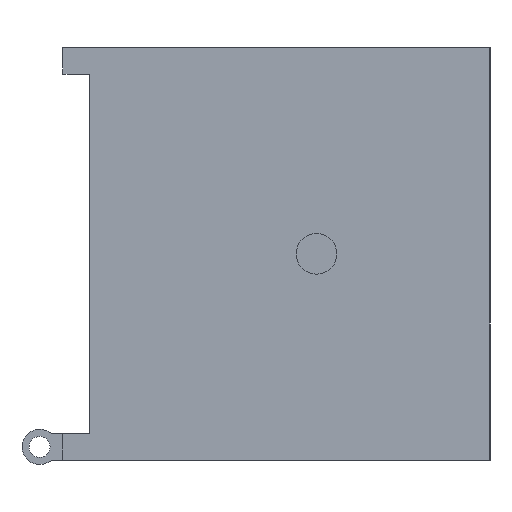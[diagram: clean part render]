
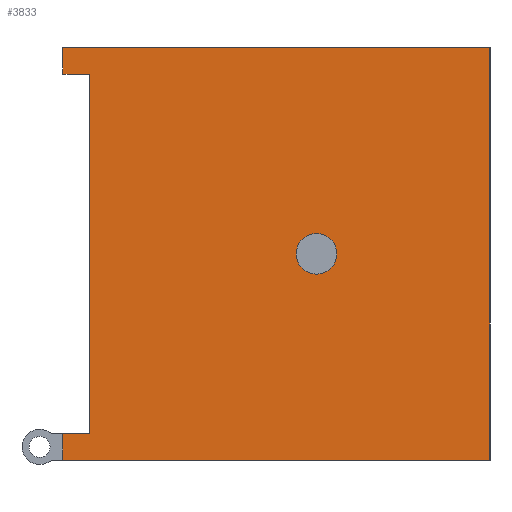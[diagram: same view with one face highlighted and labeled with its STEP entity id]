
A CAD part, left-side view. The second image highlights one B-rep face of the part: STEP entity #3833.
In plain terms, the highlighted planar face has unit normal (-1, 0, 0).
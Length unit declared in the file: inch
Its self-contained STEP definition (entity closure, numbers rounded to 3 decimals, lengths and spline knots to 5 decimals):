
#329 = VERTEX_POINT ( 'NONE', #1737 ) ;
#593 = VERTEX_POINT ( 'NONE', #8475 ) ;
#651 = DIRECTION ( 'NONE',  ( 0., 0., 1. ) ) ;
#673 = DIRECTION ( 'NONE',  ( 0., 1., 0. ) ) ;
#769 = CARTESIAN_POINT ( 'NONE',  ( -3.11417, 4., -1.68307 ) ) ;
#1061 = CARTESIAN_POINT ( 'NONE',  ( -3.11417, 0., -1.93307 ) ) ;
#1126 = LINE ( 'NONE', #8362, #14952 ) ;
#1324 = EDGE_CURVE ( 'NONE', #3435, #11643, #1126, .T. ) ;
#1613 = CARTESIAN_POINT ( 'NONE',  ( -3.11417, 3.75, 1.68307 ) ) ;
#1737 = CARTESIAN_POINT ( 'NONE',  ( -3.11417, 1.625, -0.19 ) ) ;
#1947 = LINE ( 'NONE', #6747, #5947 ) ;
#2332 = EDGE_CURVE ( 'NONE', #5213, #11643, #2734, .T. ) ;
#2459 = EDGE_CURVE ( 'NONE', #11933, #7101, #1947, .T. ) ;
#2734 = LINE ( 'NONE', #14302, #12511 ) ;
#2737 = EDGE_CURVE ( 'NONE', #11933, #3435, #10148, .T. ) ;
#2782 = FACE_OUTER_BOUND ( 'NONE', #7792, .T. ) ;
#2783 = DIRECTION ( 'NONE',  ( -1., 0., 0. ) ) ;
#2849 = DIRECTION ( 'NONE',  ( 0., 0., 1. ) ) ;
#2995 = CARTESIAN_POINT ( 'NONE',  ( -3.11417, 4., -1.93307 ) ) ;
#3353 = CARTESIAN_POINT ( 'NONE',  ( -3.11417, 4., 1.93307 ) ) ;
#3392 = DIRECTION ( 'NONE',  ( 0., 0., 1. ) ) ;
#3419 = DIRECTION ( 'NONE',  ( 0., -1., 0. ) ) ;
#3435 = VERTEX_POINT ( 'NONE', #1061 ) ;
#3588 = ORIENTED_EDGE ( 'NONE', *, *, #11446, .F. ) ;
#3833 = ADVANCED_FACE ( 'NONE', ( #7422, #2782 ), #12073, .F. ) ;
#4308 = CIRCLE ( 'NONE', #5514, 0.19 ) ;
#4448 = ORIENTED_EDGE ( 'NONE', *, *, #1324, .T. ) ;
#4777 = ORIENTED_EDGE ( 'NONE', *, *, #6513, .F. ) ;
#4844 = EDGE_CURVE ( 'NONE', #8036, #593, #6453, .T. ) ;
#4933 = DIRECTION ( 'NONE',  ( 0., 0., 1. ) ) ;
#5080 = ORIENTED_EDGE ( 'NONE', *, *, #5769, .F. ) ;
#5213 = VERTEX_POINT ( 'NONE', #3353 ) ;
#5282 = CARTESIAN_POINT ( 'NONE',  ( -3.11417, 0.25, -1.93307 ) ) ;
#5514 = AXIS2_PLACEMENT_3D ( 'NONE', #11007, #13304, #6221 ) ;
#5769 = EDGE_CURVE ( 'NONE', #329, #6638, #9566, .T. ) ;
#5904 = LINE ( 'NONE', #9404, #13465 ) ;
#5947 = VECTOR ( 'NONE', #3392, 39.37008 ) ;
#5966 = EDGE_CURVE ( 'NONE', #11184, #8036, #6274, .T. ) ;
#5983 = DIRECTION ( 'NONE',  ( 0., 0., 1. ) ) ;
#6221 = DIRECTION ( 'NONE',  ( 0., 0., 1. ) ) ;
#6274 = LINE ( 'NONE', #6408, #6879 ) ;
#6408 = CARTESIAN_POINT ( 'NONE',  ( -3.11417, 3.75, -1.68307 ) ) ;
#6453 = LINE ( 'NONE', #11089, #8339 ) ;
#6513 = EDGE_CURVE ( 'NONE', #593, #5213, #5904, .T. ) ;
#6529 = DIRECTION ( 'NONE',  ( 0., -1., 0. ) ) ;
#6638 = VERTEX_POINT ( 'NONE', #7784 ) ;
#6653 = CARTESIAN_POINT ( 'NONE',  ( -3.11417, 0., 1.93307 ) ) ;
#6747 = CARTESIAN_POINT ( 'NONE',  ( -3.11417, 4., 1.68307 ) ) ;
#6879 = VECTOR ( 'NONE', #2849, 39.37008 ) ;
#7079 = EDGE_LOOP ( 'NONE', ( #3588, #5080 ) ) ;
#7101 = VERTEX_POINT ( 'NONE', #8229 ) ;
#7422 = FACE_BOUND ( 'NONE', #7079, .T. ) ;
#7659 = ORIENTED_EDGE ( 'NONE', *, *, #4844, .F. ) ;
#7784 = CARTESIAN_POINT ( 'NONE',  ( -3.11417, 1.625, 0.19 ) ) ;
#7792 = EDGE_LOOP ( 'NONE', ( #11040, #10940, #13142, #13829, #4448, #12013, #4777, #7659 ) ) ;
#8036 = VERTEX_POINT ( 'NONE', #1613 ) ;
#8229 = CARTESIAN_POINT ( 'NONE',  ( -3.11417, 4., -1.68307 ) ) ;
#8339 = VECTOR ( 'NONE', #673, 39.37008 ) ;
#8362 = CARTESIAN_POINT ( 'NONE',  ( -3.11417, 0., -1.93307 ) ) ;
#8475 = CARTESIAN_POINT ( 'NONE',  ( -3.11417, 4., 1.68307 ) ) ;
#9404 = CARTESIAN_POINT ( 'NONE',  ( -3.11417, 4., 1.68307 ) ) ;
#9566 = CIRCLE ( 'NONE', #13227, 0.19 ) ;
#9857 = DIRECTION ( 'NONE',  ( 1., 0., 0. ) ) ;
#9889 = EDGE_CURVE ( 'NONE', #7101, #11184, #11490, .T. ) ;
#10001 = CARTESIAN_POINT ( 'NONE',  ( -3.11417, 1.625, 0. ) ) ;
#10148 = LINE ( 'NONE', #13807, #10283 ) ;
#10283 = VECTOR ( 'NONE', #11287, 39.37008 ) ;
#10926 = DIRECTION ( 'NONE',  ( 0., 0., -1. ) ) ;
#10940 = ORIENTED_EDGE ( 'NONE', *, *, #9889, .F. ) ;
#11007 = CARTESIAN_POINT ( 'NONE',  ( -3.11417, 1.625, 0. ) ) ;
#11040 = ORIENTED_EDGE ( 'NONE', *, *, #5966, .F. ) ;
#11089 = CARTESIAN_POINT ( 'NONE',  ( -3.11417, 4., 1.68307 ) ) ;
#11184 = VERTEX_POINT ( 'NONE', #12179 ) ;
#11287 = DIRECTION ( 'NONE',  ( 0., -1., 0. ) ) ;
#11446 = EDGE_CURVE ( 'NONE', #6638, #329, #4308, .T. ) ;
#11490 = LINE ( 'NONE', #769, #11970 ) ;
#11643 = VERTEX_POINT ( 'NONE', #6653 ) ;
#11933 = VERTEX_POINT ( 'NONE', #2995 ) ;
#11970 = VECTOR ( 'NONE', #3419, 39.37008 ) ;
#12013 = ORIENTED_EDGE ( 'NONE', *, *, #2332, .F. ) ;
#12073 = PLANE ( 'NONE',  #13129 ) ;
#12179 = CARTESIAN_POINT ( 'NONE',  ( -3.11417, 3.75, -1.68307 ) ) ;
#12511 = VECTOR ( 'NONE', #6529, 39.37008 ) ;
#13129 = AXIS2_PLACEMENT_3D ( 'NONE', #5282, #9857, #10926 ) ;
#13142 = ORIENTED_EDGE ( 'NONE', *, *, #2459, .F. ) ;
#13227 = AXIS2_PLACEMENT_3D ( 'NONE', #10001, #2783, #651 ) ;
#13304 = DIRECTION ( 'NONE',  ( -1., 0., 0. ) ) ;
#13465 = VECTOR ( 'NONE', #5983, 39.37008 ) ;
#13807 = CARTESIAN_POINT ( 'NONE',  ( -3.11417, 0.25, -1.93307 ) ) ;
#13829 = ORIENTED_EDGE ( 'NONE', *, *, #2737, .T. ) ;
#14302 = CARTESIAN_POINT ( 'NONE',  ( -3.11417, 0.25, 1.93307 ) ) ;
#14952 = VECTOR ( 'NONE', #4933, 39.37008 ) ;
